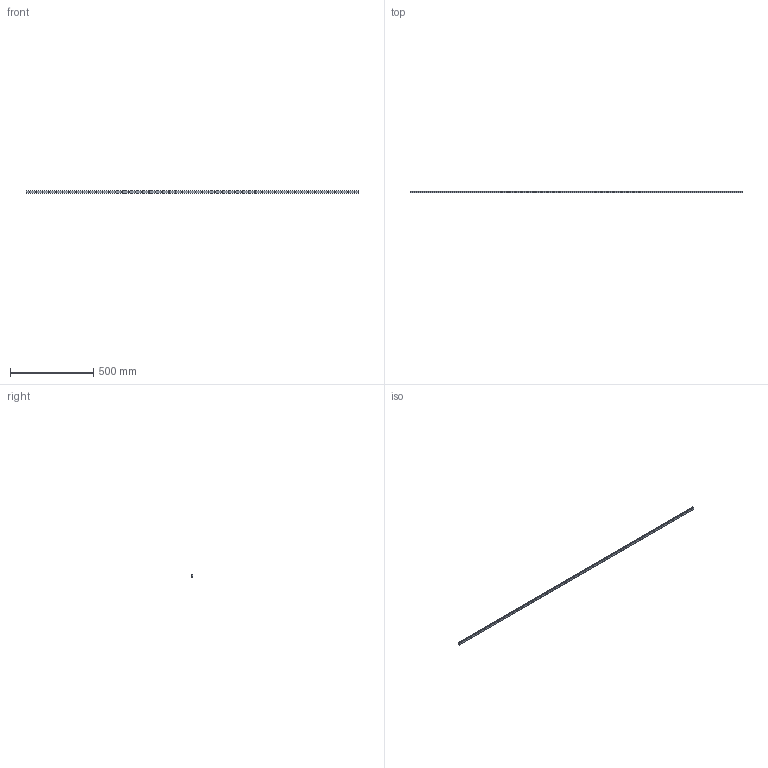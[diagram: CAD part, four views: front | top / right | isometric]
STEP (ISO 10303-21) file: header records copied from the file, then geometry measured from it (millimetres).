
FILE_DESCRIPTION(/* description */ ('STEP AP214'),/* implementation_level */ '2;1');
FILE_NAME(/* name */ 'SRS15-2000LM(GK) RAIL(20)',/* time_stamp */ '2023-02-06T13:03:23+01:00',/* author */ ('License CC BY-ND 4.0'),/* organization */ ('CADENAS'),/* preprocessor_version */ 'ST-DEVELOPER v18.102',/* originating_system */ 'PARTsolutions',/* authorisation */ ' ');
FILE_SCHEMA (('AUTOMOTIVE_DESIGN {1 0 10303 214 3 1 1}'));
Length unit declared in the file: millimetre
Products named in the file (1): SRS15-2000LM(GK) RAIL(20)
Bounding box: 2000 x 9.5 x 15 mm (x, y, z)
Volume: 242382.6 mm3; surface area: 102480.1 mm2
Topology: 1 solids, 1 shells, 172 faces, 360 edges, 240 vertices
Faces by surface type: cylinder 106, plane 66
Full cylindrical faces by diameter (mm): 3.5 x50, 6 x50
Entity records: 4426 total; most frequent: DIRECTION 818, CARTESIAN_POINT 673, ORIENTED_EDGE 520, EDGE_LOOP 422, FACE_BOUND 422, AXIS2_PLACEMENT_3D 385, EDGE_CURVE 260, VERTEX_POINT 240
